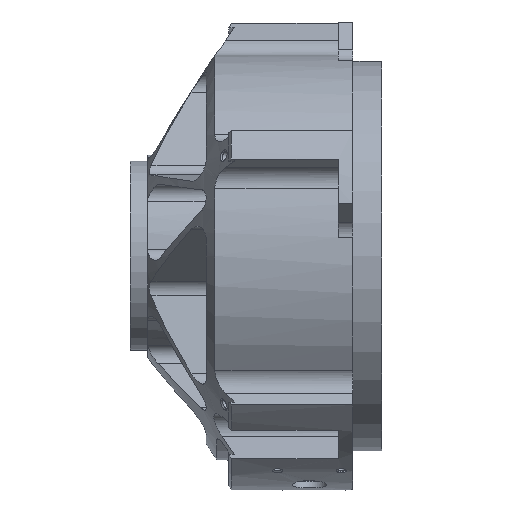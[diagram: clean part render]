
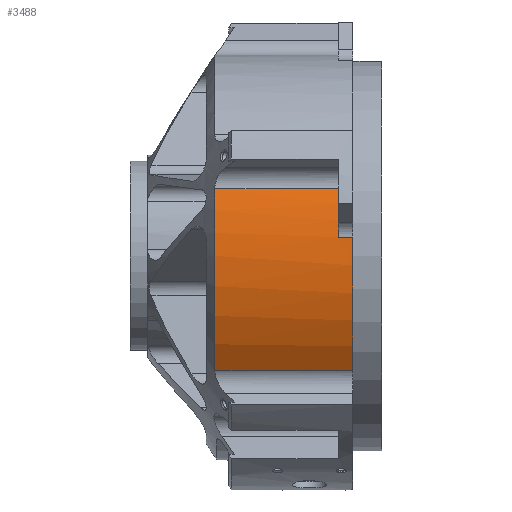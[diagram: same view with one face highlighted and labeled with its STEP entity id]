
A CAD part, front view. The second image highlights one B-rep face of the part: STEP entity #3488.
In plain terms, the highlighted cylindrical face has radius 69.5 mm (diameter 139 mm), a partial arc.
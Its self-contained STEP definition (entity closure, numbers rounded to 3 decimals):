
#155=CYLINDRICAL_SURFACE('',#3730,69.5);
#255=FACE_OUTER_BOUND('',#439,.T.);
#439=EDGE_LOOP('',(#2473,#2474,#2475,#2476,#2477,#2478,#2479));
#655=CIRCLE('',#3731,69.5);
#656=CIRCLE('',#3732,69.5);
#657=CIRCLE('',#3733,69.5);
#658=CIRCLE('',#3734,69.5);
#1020=LINE('',#5739,#1197);
#1021=LINE('',#5744,#1198);
#1022=LINE('',#5748,#1199);
#1197=VECTOR('',#4235,47.729);
#1198=VECTOR('',#4240,5.);
#1199=VECTOR('',#4243,42.729);
#1441=VERTEX_POINT('',#5724);
#1443=VERTEX_POINT('',#5737);
#1444=VERTEX_POINT('',#5741);
#1445=VERTEX_POINT('',#5743);
#1446=VERTEX_POINT('',#5745);
#1447=VERTEX_POINT('',#5747);
#1448=VERTEX_POINT('',#5749);
#1858=EDGE_CURVE('',#1443,#1441,#1020,.T.);
#1859=EDGE_CURVE('',#1444,#1443,#655,.T.);
#1860=EDGE_CURVE('',#1444,#1445,#1021,.T.);
#1861=EDGE_CURVE('',#1445,#1446,#656,.T.);
#1862=EDGE_CURVE('',#1446,#1447,#1022,.T.);
#1863=EDGE_CURVE('',#1448,#1447,#657,.T.);
#1864=EDGE_CURVE('',#1441,#1448,#658,.T.);
#2473=ORIENTED_EDGE('',*,*,#1859,.F.);
#2474=ORIENTED_EDGE('',*,*,#1860,.T.);
#2475=ORIENTED_EDGE('',*,*,#1861,.T.);
#2476=ORIENTED_EDGE('',*,*,#1862,.T.);
#2477=ORIENTED_EDGE('',*,*,#1863,.F.);
#2478=ORIENTED_EDGE('',*,*,#1864,.F.);
#2479=ORIENTED_EDGE('',*,*,#1858,.F.);
#3488=ADVANCED_FACE('',(#255),#155,.T.);
#3730=AXIS2_PLACEMENT_3D('',#5740,#4236,#4237);
#3731=AXIS2_PLACEMENT_3D('',#5742,#4238,#4239);
#3732=AXIS2_PLACEMENT_3D('',#5746,#4241,#4242);
#3733=AXIS2_PLACEMENT_3D('',#5750,#4244,#4245);
#3734=AXIS2_PLACEMENT_3D('',#5751,#4246,#4247);
#4235=DIRECTION('',(-1.,0.,0.));
#4236=DIRECTION('center_axis',(-1.,0.,0.));
#4237=DIRECTION('ref_axis',(0.,0.809,0.588));
#4238=DIRECTION('center_axis',(1.,0.,0.));
#4239=DIRECTION('ref_axis',(0.,-0.996,0.094));
#4240=DIRECTION('',(-1.,0.,0.));
#4241=DIRECTION('center_axis',(-1.,0.,0.));
#4242=DIRECTION('ref_axis',(0.,-0.996,0.094));
#4243=DIRECTION('',(-1.,0.,0.));
#4244=DIRECTION('center_axis',(-1.,0.,0.));
#4245=DIRECTION('ref_axis',(0.,-0.821,-0.571));
#4246=DIRECTION('center_axis',(-1.,0.,0.));
#4247=DIRECTION('ref_axis',(0.,-0.821,-0.571));
#5724=CARTESIAN_POINT('',(29.271,-57.078,-39.653));
#5737=CARTESIAN_POINT('',(77.,-57.078,-39.653));
#5739=CARTESIAN_POINT('',(77.,-57.078,-39.653));
#5740=CARTESIAN_POINT('Origin',(44.16,0.,0.));
#5741=CARTESIAN_POINT('',(77.,-69.194,6.513));
#5742=CARTESIAN_POINT('Origin',(77.,0.,0.));
#5743=CARTESIAN_POINT('',(72.,-69.194,6.513));
#5744=CARTESIAN_POINT('',(77.,-69.194,6.513));
#5745=CARTESIAN_POINT('',(72.,-65.464,23.34));
#5746=CARTESIAN_POINT('Origin',(72.,0.,0.));
#5747=CARTESIAN_POINT('',(29.271,-65.464,23.34));
#5748=CARTESIAN_POINT('',(72.,-65.464,23.34));
#5749=CARTESIAN_POINT('',(29.271,-69.5,0.));
#5750=CARTESIAN_POINT('Origin',(29.271,0.,0.));
#5751=CARTESIAN_POINT('Origin',(29.271,0.,0.));
